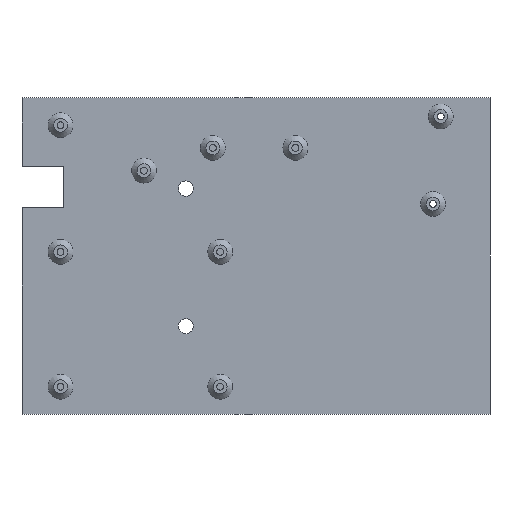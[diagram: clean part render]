
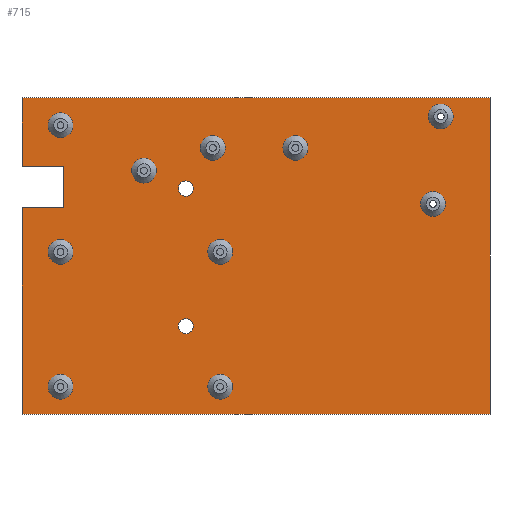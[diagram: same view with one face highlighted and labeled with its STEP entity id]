
A CAD part, front view. The second image highlights one B-rep face of the part: STEP entity #715.
In plain terms, the highlighted planar face has unit normal (0, -1, 0).
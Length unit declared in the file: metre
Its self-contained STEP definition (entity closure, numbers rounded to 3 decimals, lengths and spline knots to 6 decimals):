
#44=CIRCLE('',#789,0.0045);
#45=CIRCLE('',#790,0.0045);
#46=CIRCLE('',#791,0.0045);
#47=CIRCLE('',#792,0.0045);
#48=CIRCLE('',#793,0.0045);
#49=CIRCLE('',#794,0.0045);
#50=CIRCLE('',#795,0.0045);
#51=CIRCLE('',#796,0.0045);
#52=CIRCLE('',#797,0.0045);
#53=CIRCLE('',#798,0.0045);
#54=CIRCLE('',#799,0.00275);
#55=CIRCLE('',#800,0.00275);
#102=ORIENTED_EDGE('',*,*,#258,.T.);
#103=ORIENTED_EDGE('',*,*,#259,.T.);
#104=ORIENTED_EDGE('',*,*,#260,.T.);
#105=ORIENTED_EDGE('',*,*,#261,.T.);
#106=ORIENTED_EDGE('',*,*,#262,.T.);
#107=ORIENTED_EDGE('',*,*,#263,.T.);
#108=ORIENTED_EDGE('',*,*,#264,.T.);
#109=ORIENTED_EDGE('',*,*,#265,.T.);
#110=ORIENTED_EDGE('',*,*,#266,.T.);
#111=ORIENTED_EDGE('',*,*,#267,.T.);
#112=ORIENTED_EDGE('',*,*,#268,.F.);
#113=ORIENTED_EDGE('',*,*,#269,.F.);
#114=ORIENTED_EDGE('',*,*,#256,.F.);
#115=ORIENTED_EDGE('',*,*,#270,.T.);
#116=ORIENTED_EDGE('',*,*,#271,.T.);
#117=ORIENTED_EDGE('',*,*,#272,.F.);
#118=ORIENTED_EDGE('',*,*,#273,.F.);
#119=ORIENTED_EDGE('',*,*,#274,.T.);
#120=ORIENTED_EDGE('',*,*,#275,.T.);
#121=ORIENTED_EDGE('',*,*,#276,.F.);
#256=EDGE_CURVE('',#334,#335,#404,.T.);
#258=EDGE_CURVE('',#336,#336,#44,.F.);
#259=EDGE_CURVE('',#337,#337,#45,.F.);
#260=EDGE_CURVE('',#338,#338,#46,.F.);
#261=EDGE_CURVE('',#339,#339,#47,.F.);
#262=EDGE_CURVE('',#340,#340,#48,.F.);
#263=EDGE_CURVE('',#341,#341,#49,.F.);
#264=EDGE_CURVE('',#342,#342,#50,.F.);
#265=EDGE_CURVE('',#343,#343,#51,.F.);
#266=EDGE_CURVE('',#344,#344,#52,.F.);
#267=EDGE_CURVE('',#345,#345,#53,.F.);
#268=EDGE_CURVE('',#346,#346,#54,.T.);
#269=EDGE_CURVE('',#347,#347,#55,.T.);
#270=EDGE_CURVE('',#334,#348,#406,.T.);
#271=EDGE_CURVE('',#348,#349,#407,.T.);
#272=EDGE_CURVE('',#350,#349,#408,.T.);
#273=EDGE_CURVE('',#351,#350,#409,.T.);
#274=EDGE_CURVE('',#351,#352,#410,.T.);
#275=EDGE_CURVE('',#352,#353,#411,.T.);
#276=EDGE_CURVE('',#335,#353,#412,.T.);
#334=VERTEX_POINT('',#1161);
#335=VERTEX_POINT('',#1163);
#336=VERTEX_POINT('',#1167);
#337=VERTEX_POINT('',#1169);
#338=VERTEX_POINT('',#1171);
#339=VERTEX_POINT('',#1173);
#340=VERTEX_POINT('',#1175);
#341=VERTEX_POINT('',#1177);
#342=VERTEX_POINT('',#1179);
#343=VERTEX_POINT('',#1181);
#344=VERTEX_POINT('',#1183);
#345=VERTEX_POINT('',#1185);
#346=VERTEX_POINT('',#1187);
#347=VERTEX_POINT('',#1189);
#348=VERTEX_POINT('',#1191);
#349=VERTEX_POINT('',#1193);
#350=VERTEX_POINT('',#1195);
#351=VERTEX_POINT('',#1197);
#352=VERTEX_POINT('',#1199);
#353=VERTEX_POINT('',#1201);
#404=LINE('',#1162,#428);
#406=LINE('',#1190,#430);
#407=LINE('',#1192,#431);
#408=LINE('',#1194,#432);
#409=LINE('',#1196,#433);
#410=LINE('',#1198,#434);
#411=LINE('',#1200,#435);
#412=LINE('',#1202,#436);
#428=VECTOR('',#907,1.);
#430=VECTOR('',#935,1.);
#431=VECTOR('',#936,1.);
#432=VECTOR('',#937,1.);
#433=VECTOR('',#938,1.);
#434=VECTOR('',#939,1.);
#435=VECTOR('',#940,1.);
#436=VECTOR('',#941,1.);
#451=EDGE_LOOP('',(#102));
#452=EDGE_LOOP('',(#103));
#453=EDGE_LOOP('',(#104));
#454=EDGE_LOOP('',(#105));
#455=EDGE_LOOP('',(#106));
#456=EDGE_LOOP('',(#107));
#457=EDGE_LOOP('',(#108));
#458=EDGE_LOOP('',(#109));
#459=EDGE_LOOP('',(#110));
#460=EDGE_LOOP('',(#111));
#461=EDGE_LOOP('',(#112));
#462=EDGE_LOOP('',(#113));
#463=EDGE_LOOP('',(#114,#115,#116,#117,#118,#119,#120,#121));
#569=FACE_BOUND('',#451,.T.);
#570=FACE_BOUND('',#452,.T.);
#571=FACE_BOUND('',#453,.T.);
#572=FACE_BOUND('',#454,.T.);
#573=FACE_BOUND('',#455,.T.);
#574=FACE_BOUND('',#456,.T.);
#575=FACE_BOUND('',#457,.T.);
#576=FACE_BOUND('',#458,.T.);
#577=FACE_BOUND('',#459,.T.);
#578=FACE_BOUND('',#460,.T.);
#579=FACE_BOUND('',#461,.T.);
#580=FACE_BOUND('',#462,.T.);
#581=FACE_BOUND('',#463,.T.);
#687=PLANE('',#788);
#715=ADVANCED_FACE('',(#569,#570,#571,#572,#573,#574,#575,#576,#577,#578,
#579,#580,#581),#687,.T.);
#788=AXIS2_PLACEMENT_3D('',#1165,#909,#910);
#789=AXIS2_PLACEMENT_3D('',#1166,#911,#912);
#790=AXIS2_PLACEMENT_3D('',#1168,#913,#914);
#791=AXIS2_PLACEMENT_3D('',#1170,#915,#916);
#792=AXIS2_PLACEMENT_3D('',#1172,#917,#918);
#793=AXIS2_PLACEMENT_3D('',#1174,#919,#920);
#794=AXIS2_PLACEMENT_3D('',#1176,#921,#922);
#795=AXIS2_PLACEMENT_3D('',#1178,#923,#924);
#796=AXIS2_PLACEMENT_3D('',#1180,#925,#926);
#797=AXIS2_PLACEMENT_3D('',#1182,#927,#928);
#798=AXIS2_PLACEMENT_3D('',#1184,#929,#930);
#799=AXIS2_PLACEMENT_3D('',#1186,#931,#932);
#800=AXIS2_PLACEMENT_3D('',#1188,#933,#934);
#907=DIRECTION('',(0.,0.,1.));
#909=DIRECTION('',(0.,-1.,0.));
#910=DIRECTION('',(1.,0.,0.));
#911=DIRECTION('',(0.,-1.,0.));
#912=DIRECTION('',(0.,0.,-1.));
#913=DIRECTION('',(0.,-1.,0.));
#914=DIRECTION('',(0.,0.,-1.));
#915=DIRECTION('',(0.,-1.,0.));
#916=DIRECTION('',(0.,0.,-1.));
#917=DIRECTION('',(0.,-1.,0.));
#918=DIRECTION('',(0.,0.,-1.));
#919=DIRECTION('',(0.,-1.,0.));
#920=DIRECTION('',(0.,0.,-1.));
#921=DIRECTION('',(0.,-1.,0.));
#922=DIRECTION('',(0.,0.,-1.));
#923=DIRECTION('',(0.,-1.,0.));
#924=DIRECTION('',(0.,0.,-1.));
#925=DIRECTION('',(0.,-1.,0.));
#926=DIRECTION('',(0.,0.,-1.));
#927=DIRECTION('',(0.,-1.,0.));
#928=DIRECTION('',(0.,0.,-1.));
#929=DIRECTION('',(0.,-1.,0.));
#930=DIRECTION('',(0.,0.,-1.));
#931=DIRECTION('',(0.,-1.,0.));
#932=DIRECTION('',(0.,0.,-1.));
#933=DIRECTION('',(0.,-1.,0.));
#934=DIRECTION('',(0.,0.,-1.));
#935=DIRECTION('',(1.,0.,0.));
#936=DIRECTION('',(0.,0.,-1.));
#937=DIRECTION('',(1.,0.,0.));
#938=DIRECTION('',(0.,0.,1.));
#939=DIRECTION('',(1.,0.,0.));
#940=DIRECTION('',(0.,0.,1.));
#941=DIRECTION('',(1.,0.,0.));
#1161=CARTESIAN_POINT('',(-0.242,-0.003,0.0895));
#1162=CARTESIAN_POINT('',(-0.242,-0.003,0.057));
#1163=CARTESIAN_POINT('',(-0.242,-0.003,0.1145));
#1165=CARTESIAN_POINT('',(-0.122,-0.003,0.057));
#1166=CARTESIAN_POINT('',(-0.0927,-0.003,0.0759));
#1167=CARTESIAN_POINT('',(-0.0927,-0.003,0.0714));
#1168=CARTESIAN_POINT('',(-0.0899,-0.003,0.1077));
#1169=CARTESIAN_POINT('',(-0.0899,-0.003,0.1032));
#1170=CARTESIAN_POINT('',(-0.1427,-0.003,0.09625));
#1171=CARTESIAN_POINT('',(-0.1427,-0.003,0.09175));
#1172=CARTESIAN_POINT('',(-0.1727,-0.003,0.09625));
#1173=CARTESIAN_POINT('',(-0.1727,-0.003,0.09175));
#1174=CARTESIAN_POINT('',(-0.1977,-0.003,0.088));
#1175=CARTESIAN_POINT('',(-0.1977,-0.003,0.0835));
#1176=CARTESIAN_POINT('',(-0.228,-0.003,0.1045));
#1177=CARTESIAN_POINT('',(-0.228,-0.003,0.1));
#1178=CARTESIAN_POINT('',(-0.17,-0.003,0.0095));
#1179=CARTESIAN_POINT('',(-0.17,-0.003,0.005));
#1180=CARTESIAN_POINT('',(-0.228,-0.003,0.0095));
#1181=CARTESIAN_POINT('',(-0.228,-0.003,0.005));
#1182=CARTESIAN_POINT('',(-0.228,-0.003,0.0585));
#1183=CARTESIAN_POINT('',(-0.228,-0.003,0.054));
#1184=CARTESIAN_POINT('',(-0.17,-0.003,0.0585));
#1185=CARTESIAN_POINT('',(-0.17,-0.003,0.054));
#1186=CARTESIAN_POINT('',(-0.1825,-0.003,0.0315));
#1187=CARTESIAN_POINT('',(-0.1825,-0.003,0.02875));
#1188=CARTESIAN_POINT('',(-0.1825,-0.003,0.0815));
#1189=CARTESIAN_POINT('',(-0.1825,-0.003,0.07875));
#1190=CARTESIAN_POINT('',(-0.2345,-0.003,0.0895));
#1191=CARTESIAN_POINT('',(-0.227,-0.003,0.0895));
#1192=CARTESIAN_POINT('',(-0.227,-0.003,0.082));
#1193=CARTESIAN_POINT('',(-0.227,-0.003,0.0745));
#1194=CARTESIAN_POINT('',(-0.2345,-0.003,0.0745));
#1195=CARTESIAN_POINT('',(-0.242,-0.003,0.0745));
#1196=CARTESIAN_POINT('',(-0.242,-0.003,0.057));
#1197=CARTESIAN_POINT('',(-0.242,-0.003,-0.0005));
#1198=CARTESIAN_POINT('',(-0.157,-0.003,-0.0005));
#1199=CARTESIAN_POINT('',(-0.072,-0.003,-0.0005));
#1200=CARTESIAN_POINT('',(-0.072,-0.003,0.057));
#1201=CARTESIAN_POINT('',(-0.072,-0.003,0.1145));
#1202=CARTESIAN_POINT('',(-0.157,-0.003,0.1145));
